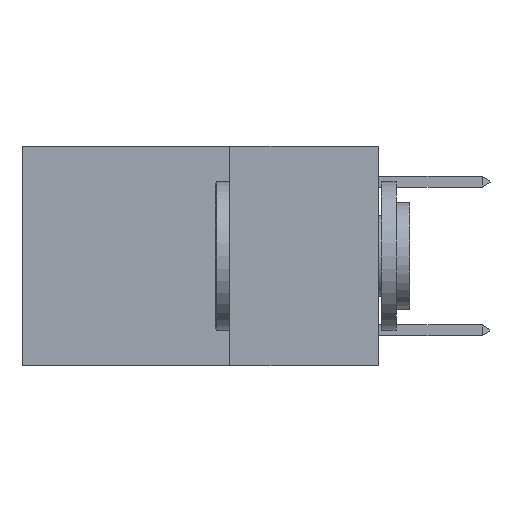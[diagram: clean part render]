
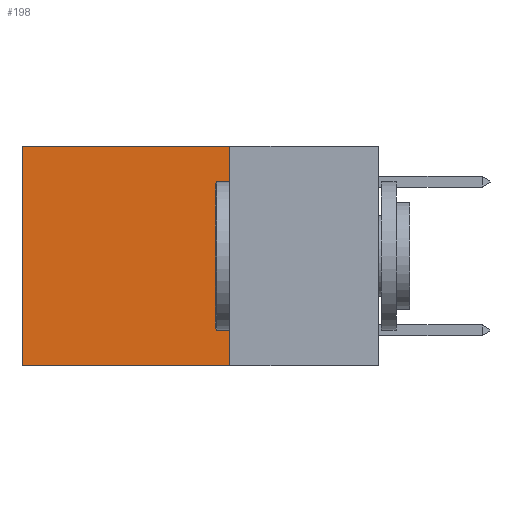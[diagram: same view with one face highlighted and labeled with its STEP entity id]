
A CAD part, left-side view. The second image highlights one B-rep face of the part: STEP entity #198.
In plain terms, the highlighted planar face has unit normal (-1, 0, 0).
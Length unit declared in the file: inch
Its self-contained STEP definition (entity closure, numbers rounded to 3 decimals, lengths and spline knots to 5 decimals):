
#198 = ADVANCED_FACE ( 'NONE', ( #9407 ), #4531, .F. ) ;
#610 = CARTESIAN_POINT ( 'NONE',  ( 0.2625, 0.25, 0. ) ) ;
#829 = EDGE_CURVE ( 'NONE', #9392, #6120, #11239, .T. ) ;
#1287 = ORIENTED_EDGE ( 'NONE', *, *, #829, .F. ) ;
#1485 = DIRECTION ( 'NONE',  ( 0., 0., -1. ) ) ;
#1580 = CARTESIAN_POINT ( 'NONE',  ( 0.2625, 0.25, 0. ) ) ;
#2731 = ORIENTED_EDGE ( 'NONE', *, *, #14137, .T. ) ;
#2865 = DIRECTION ( 'NONE',  ( 1., 0., 0. ) ) ;
#3191 = DIRECTION ( 'NONE',  ( 0., 1., 0. ) ) ;
#3289 = VECTOR ( 'NONE', #13620, 39.37008 ) ;
#3738 = CARTESIAN_POINT ( 'NONE',  ( 0.2625, 0.25, -0.37 ) ) ;
#4353 = VERTEX_POINT ( 'NONE', #6954 ) ;
#4531 = PLANE ( 'NONE',  #5063 ) ;
#4876 = VECTOR ( 'NONE', #1485, 39.37008 ) ;
#5063 = AXIS2_PLACEMENT_3D ( 'NONE', #9164, #2865, #17994 ) ;
#6120 = VERTEX_POINT ( 'NONE', #3738 ) ;
#6954 = CARTESIAN_POINT ( 'NONE',  ( 0.2625, 0.6, -0.37 ) ) ;
#6956 = LINE ( 'NONE', #13462, #4876 ) ;
#7236 = CARTESIAN_POINT ( 'NONE',  ( 0.2625, 0.25, 0. ) ) ;
#7470 = EDGE_CURVE ( 'NONE', #6120, #4353, #19219, .T. ) ;
#8059 = EDGE_LOOP ( 'NONE', ( #16754, #16286, #1287, #2731 ) ) ;
#9164 = CARTESIAN_POINT ( 'NONE',  ( 0.2625, 0.25, 0. ) ) ;
#9333 = LINE ( 'NONE', #7236, #12609 ) ;
#9392 = VERTEX_POINT ( 'NONE', #610 ) ;
#9407 = FACE_OUTER_BOUND ( 'NONE', #8059, .T. ) ;
#10807 = VECTOR ( 'NONE', #14318, 39.37008 ) ;
#11239 = LINE ( 'NONE', #1580, #3289 ) ;
#12609 = VECTOR ( 'NONE', #3191, 39.37008 ) ;
#13462 = CARTESIAN_POINT ( 'NONE',  ( 0.2625, 0.6, 0. ) ) ;
#13620 = DIRECTION ( 'NONE',  ( 0., 0., -1. ) ) ;
#14137 = EDGE_CURVE ( 'NONE', #9392, #14582, #9333, .T. ) ;
#14318 = DIRECTION ( 'NONE',  ( 0., 1., 0. ) ) ;
#14582 = VERTEX_POINT ( 'NONE', #18582 ) ;
#15145 = EDGE_CURVE ( 'NONE', #14582, #4353, #6956, .T. ) ;
#15525 = CARTESIAN_POINT ( 'NONE',  ( 0.2625, 0.25, -0.37 ) ) ;
#16286 = ORIENTED_EDGE ( 'NONE', *, *, #7470, .F. ) ;
#16754 = ORIENTED_EDGE ( 'NONE', *, *, #15145, .T. ) ;
#17994 = DIRECTION ( 'NONE',  ( 0., 0., -1. ) ) ;
#18582 = CARTESIAN_POINT ( 'NONE',  ( 0.2625, 0.6, 0. ) ) ;
#19219 = LINE ( 'NONE', #15525, #10807 ) ;
